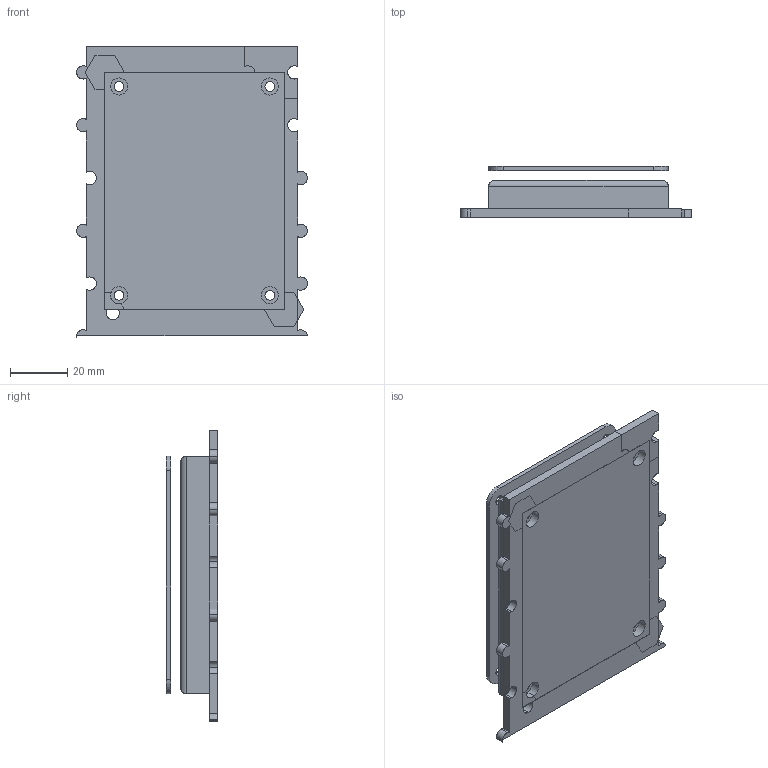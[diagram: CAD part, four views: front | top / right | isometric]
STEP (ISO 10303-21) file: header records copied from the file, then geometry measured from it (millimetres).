
FILE_DESCRIPTION(/* description */ (''),/* implementation_level */ '2;1');
FILE_NAME(/* name */ 'Complete case.step',/* time_stamp */ '2025-11-15T12:19:38-05:00',/* author */ (''),/* organization */ (''),/* preprocessor_version */ 'ST-DEVELOPER v20.1',/* originating_system */ 'Autodesk Translation Framework v14.10.0.0',/* authorisation */ '');
FILE_SCHEMA (('AUTOMOTIVE_DESIGN { 1 0 10303 214 3 1 1 }'));
Length unit declared in the file: millimetre
Products named in the file (6): hackthingy; Key; hackclubkeysthingy 1; hackclubkeysthingy_silkscreen; hackclubkeysthingy_PCB; Untitled v1
Assembly tree (5 placements, depth 4):
  hackthingy
    Key
      hackclubkeysthingy 1
        hackclubkeysthingy_silkscreen
        hackclubkeysthingy_PCB
      Untitled v1
Bounding box: 80.93 x 18 x 102.31 mm (x, y, z)
Volume: 55193.5 mm3; surface area: 39177.6 mm2
Topology: 8 solids, 37 shells, 415 faces, 1569 edges, 1215 vertices
Faces by surface type: plane 213, bspline 130, cylinder 72
Full cylindrical faces by diameter (mm): 0.889 x14, 1.5 x8, 1.7 x8, 3.4 x8, 4 x4, 6 x4
Entity records: 17951 total; most frequent: CARTESIAN_POINT 5191, ORIENTED_EDGE 2627, DIRECTION 2170, EDGE_CURVE 1569, VERTEX_POINT 1215, LINE 1038, VECTOR 1038, AXIS2_PLACEMENT_3D 566
